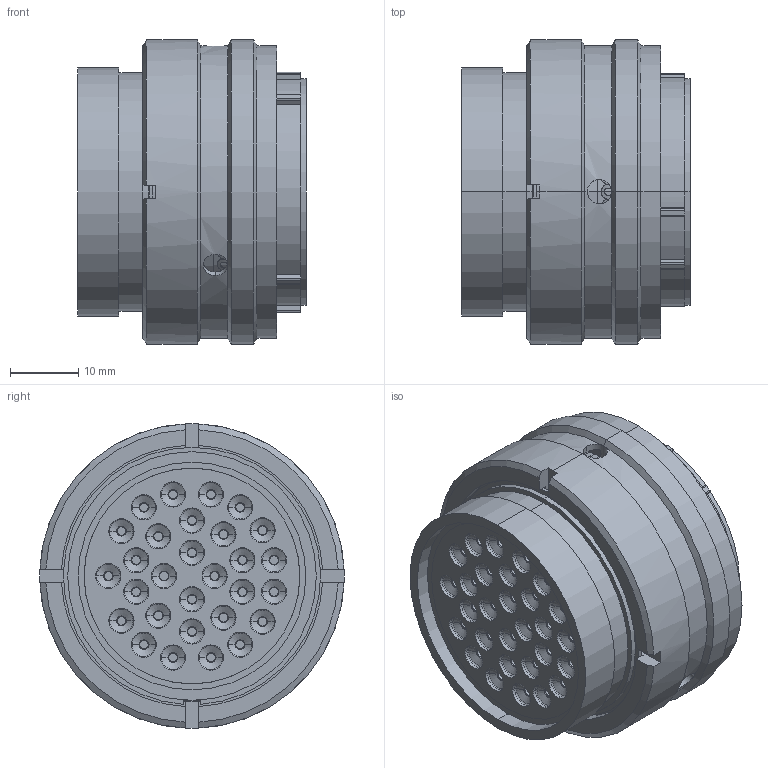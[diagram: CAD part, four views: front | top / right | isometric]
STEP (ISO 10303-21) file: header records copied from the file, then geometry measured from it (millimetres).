
FILE_DESCRIPTION (( 'STEP AP214' ), '1' );
FILE_NAME ('AS624-29PA.STEP', '2020-11-10T16:01:21', ( 'TE Connectivity' ), ( 'TE Connectivity' ), 'SwSTEP 2.0', 'SolidWorks 2016', '' );
FILE_SCHEMA (( 'AUTOMOTIVE_DESIGN' ));
Length unit declared in the file: millimetre
Products named in the file (1): AS624-29PA
Bounding box: 33.37 x 44.5 x 44.5 mm (x, y, z)
Volume: 23815.9 mm3; surface area: 29869 mm2
Topology: 39 solids, 39 shells, 2515 faces, 6363 edges, 3994 vertices
Faces by surface type: cylinder 1045, plane 806, cone 416, torus 236, bspline 12
Entity records: 114244 total; most frequent: CARTESIAN_POINT 29516, ORIENTED_EDGE 12726, DIRECTION 10667, EDGE_CURVE 6363, AXIS2_PLACEMENT_3D 4355, VERTEX_POINT 3994, EDGE_LOOP 2771, UNCERTAINTY_MEASURE_WITH_UNIT 2556
